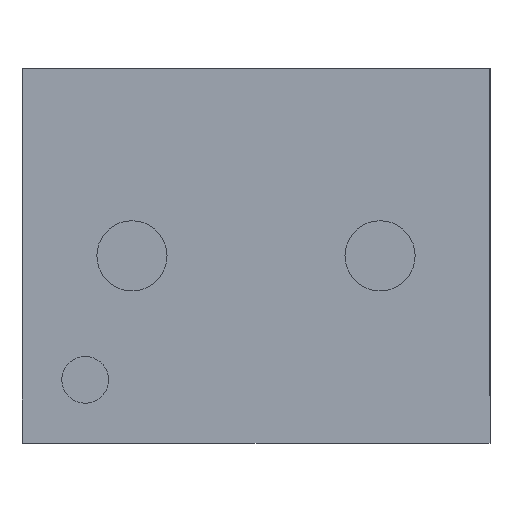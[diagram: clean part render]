
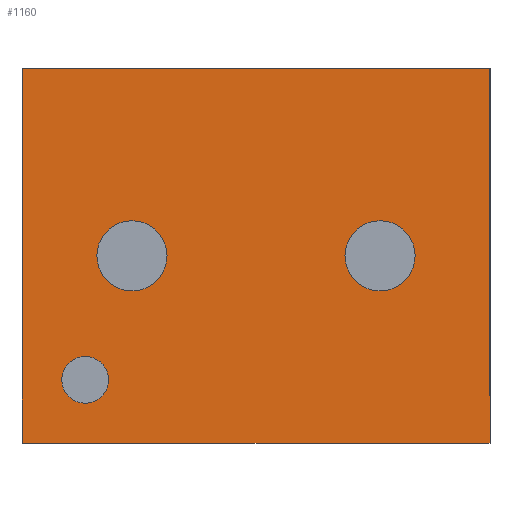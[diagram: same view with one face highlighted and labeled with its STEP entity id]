
A CAD part, top view. The second image highlights one B-rep face of the part: STEP entity #1160.
In plain terms, the highlighted planar face has unit normal (0, 0, 1).
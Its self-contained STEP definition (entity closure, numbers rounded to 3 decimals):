
#21=CIRCLE('',#1242,0.1);
#22=CIRCLE('',#1243,0.15);
#23=CIRCLE('',#1244,0.15);
#273=ORIENTED_EDGE('',*,*,#410,.T.);
#274=ORIENTED_EDGE('',*,*,#411,.F.);
#275=ORIENTED_EDGE('',*,*,#412,.T.);
#276=ORIENTED_EDGE('',*,*,#400,.T.);
#277=ORIENTED_EDGE('',*,*,#404,.T.);
#278=ORIENTED_EDGE('',*,*,#407,.T.);
#279=ORIENTED_EDGE('',*,*,#409,.T.);
#400=EDGE_CURVE('',#489,#488,#607,.T.);
#404=EDGE_CURVE('',#488,#491,#611,.T.);
#407=EDGE_CURVE('',#491,#493,#614,.T.);
#409=EDGE_CURVE('',#493,#489,#616,.T.);
#410=EDGE_CURVE('',#494,#494,#21,.T.);
#411=EDGE_CURVE('',#495,#495,#22,.T.);
#412=EDGE_CURVE('',#496,#496,#23,.T.);
#488=VERTEX_POINT('',#1738);
#489=VERTEX_POINT('',#1740);
#491=VERTEX_POINT('',#1746);
#493=VERTEX_POINT('',#1752);
#494=VERTEX_POINT('',#1759);
#495=VERTEX_POINT('',#1761);
#496=VERTEX_POINT('',#1763);
#607=LINE('',#1739,#724);
#611=LINE('',#1747,#728);
#614=LINE('',#1753,#731);
#616=LINE('',#1756,#733);
#724=VECTOR('',#1463,1000.);
#728=VECTOR('',#1469,1000.);
#731=VECTOR('',#1474,1000.);
#733=VECTOR('',#1478,1000.);
#785=EDGE_LOOP('',(#273));
#786=EDGE_LOOP('',(#274));
#787=EDGE_LOOP('',(#275));
#788=EDGE_LOOP('',(#276,#277,#278,#279));
#850=FACE_BOUND('',#785,.T.);
#851=FACE_BOUND('',#786,.T.);
#852=FACE_BOUND('',#787,.T.);
#853=FACE_BOUND('',#788,.T.);
#914=PLANE('',#1241);
#1160=ADVANCED_FACE('',(#850,#851,#852,#853),#914,.T.);
#1241=AXIS2_PLACEMENT_3D('',#1757,#1479,#1480);
#1242=AXIS2_PLACEMENT_3D('',#1758,#1481,#1482);
#1243=AXIS2_PLACEMENT_3D('',#1760,#1483,#1484);
#1244=AXIS2_PLACEMENT_3D('',#1762,#1485,#1486);
#1463=DIRECTION('',(0.,-1.,0.));
#1469=DIRECTION('',(1.,0.,0.));
#1474=DIRECTION('',(0.,1.,0.));
#1478=DIRECTION('',(-1.,0.,0.));
#1479=DIRECTION('',(0.,0.,1.));
#1480=DIRECTION('',(1.,0.,0.));
#1481=DIRECTION('',(0.,0.,-1.));
#1482=DIRECTION('',(1.,0.,0.));
#1483=DIRECTION('',(0.,0.,1.));
#1484=DIRECTION('',(1.,0.,0.));
#1485=DIRECTION('',(0.,0.,-1.));
#1486=DIRECTION('',(1.,0.,0.));
#1738=CARTESIAN_POINT('',(-1.,-0.8,0.75));
#1739=CARTESIAN_POINT('',(-1.,0.8,0.75));
#1740=CARTESIAN_POINT('',(-1.,0.8,0.75));
#1746=CARTESIAN_POINT('',(1.,-0.8,0.75));
#1747=CARTESIAN_POINT('',(-1.,-0.8,0.75));
#1752=CARTESIAN_POINT('',(1.,0.8,0.75));
#1753=CARTESIAN_POINT('',(1.,-0.8,0.75));
#1756=CARTESIAN_POINT('',(1.,0.8,0.75));
#1757=CARTESIAN_POINT('',(0.,0.,0.75));
#1758=CARTESIAN_POINT('',(-0.73,-0.53,0.75));
#1759=CARTESIAN_POINT('',(-0.63,-0.53,0.75));
#1760=CARTESIAN_POINT('',(0.53,0.,0.75));
#1761=CARTESIAN_POINT('',(0.68,0.,0.75));
#1762=CARTESIAN_POINT('',(-0.53,0.,0.75));
#1763=CARTESIAN_POINT('',(-0.38,0.,0.75));
